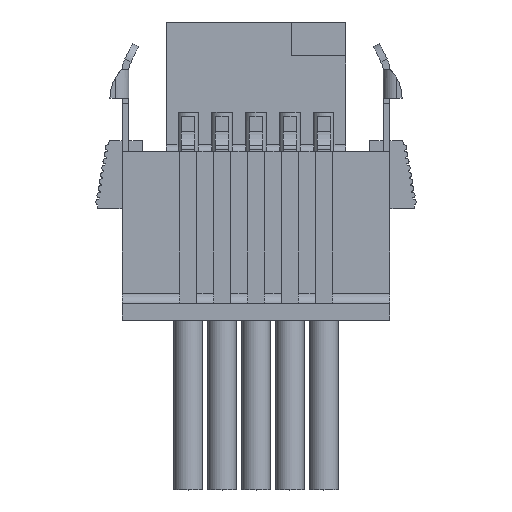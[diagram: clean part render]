
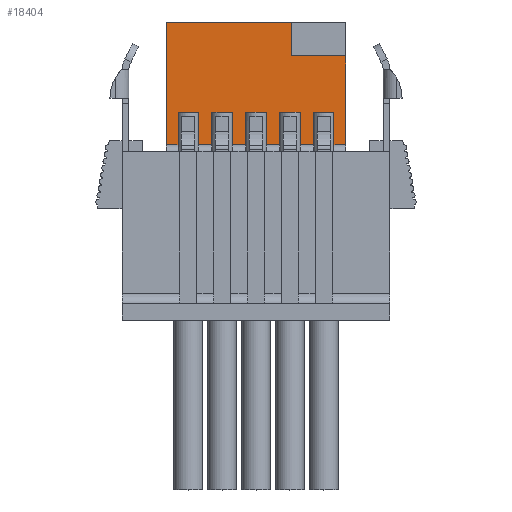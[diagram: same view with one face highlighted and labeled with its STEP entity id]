
A CAD part, top view. The second image highlights one B-rep face of the part: STEP entity #18404.
In plain terms, the highlighted planar face has unit normal (0, 0, 1).
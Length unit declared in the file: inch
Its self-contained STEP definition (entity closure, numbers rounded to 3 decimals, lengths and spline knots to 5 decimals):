
#94=PLANE('',#19346);
#776=LINE('',#25226,#2749);
#777=LINE('',#25231,#2750);
#779=LINE('',#25240,#2752);
#781=LINE('',#25249,#2754);
#783=LINE('',#25258,#2756);
#923=LINE('',#25579,#2896);
#924=LINE('',#25581,#2897);
#925=LINE('',#25583,#2898);
#926=LINE('',#25585,#2899);
#927=LINE('',#25587,#2900);
#928=LINE('',#25589,#2901);
#929=LINE('',#25591,#2902);
#930=LINE('',#25593,#2903);
#931=LINE('',#25595,#2904);
#932=LINE('',#25597,#2905);
#933=LINE('',#25598,#2906);
#934=LINE('',#25600,#2907);
#935=LINE('',#25602,#2908);
#936=LINE('',#25603,#2909);
#937=LINE('',#25605,#2910);
#938=LINE('',#25607,#2911);
#939=LINE('',#25608,#2912);
#940=LINE('',#25610,#2913);
#941=LINE('',#25612,#2914);
#942=LINE('',#25613,#2915);
#943=LINE('',#25615,#2916);
#2749=VECTOR('',#20626,39.37008);
#2750=VECTOR('',#20631,39.37008);
#2752=VECTOR('',#20639,39.37008);
#2754=VECTOR('',#20647,39.37008);
#2756=VECTOR('',#20655,39.37008);
#2896=VECTOR('',#20897,39.37008);
#2897=VECTOR('',#20898,39.37008);
#2898=VECTOR('',#20899,39.37008);
#2899=VECTOR('',#20900,39.37008);
#2900=VECTOR('',#20901,39.37008);
#2901=VECTOR('',#20902,39.37008);
#2902=VECTOR('',#20903,39.37008);
#2903=VECTOR('',#20904,39.37008);
#2904=VECTOR('',#20905,39.37008);
#2905=VECTOR('',#20906,39.37008);
#2906=VECTOR('',#20907,39.37008);
#2907=VECTOR('',#20908,39.37008);
#2908=VECTOR('',#20909,39.37008);
#2909=VECTOR('',#20910,39.37008);
#2910=VECTOR('',#20911,39.37008);
#2911=VECTOR('',#20912,39.37008);
#2912=VECTOR('',#20913,39.37008);
#2913=VECTOR('',#20914,39.37008);
#2914=VECTOR('',#20915,39.37008);
#2915=VECTOR('',#20916,39.37008);
#2916=VECTOR('',#20917,39.37008);
#4947=ORIENTED_EDGE('',*,*,#9727,.F.);
#4948=ORIENTED_EDGE('',*,*,#9548,.F.);
#4949=ORIENTED_EDGE('',*,*,#9728,.T.);
#4950=ORIENTED_EDGE('',*,*,#9729,.F.);
#4951=ORIENTED_EDGE('',*,*,#9730,.F.);
#4952=ORIENTED_EDGE('',*,*,#9731,.F.);
#4953=ORIENTED_EDGE('',*,*,#9732,.T.);
#4954=ORIENTED_EDGE('',*,*,#9733,.F.);
#4955=ORIENTED_EDGE('',*,*,#9734,.F.);
#4956=ORIENTED_EDGE('',*,*,#9735,.F.);
#4957=ORIENTED_EDGE('',*,*,#9736,.F.);
#4958=ORIENTED_EDGE('',*,*,#9562,.F.);
#4959=ORIENTED_EDGE('',*,*,#9737,.F.);
#4960=ORIENTED_EDGE('',*,*,#9738,.F.);
#4961=ORIENTED_EDGE('',*,*,#9739,.F.);
#4962=ORIENTED_EDGE('',*,*,#9558,.F.);
#4963=ORIENTED_EDGE('',*,*,#9740,.F.);
#4964=ORIENTED_EDGE('',*,*,#9741,.F.);
#4965=ORIENTED_EDGE('',*,*,#9742,.F.);
#4966=ORIENTED_EDGE('',*,*,#9554,.F.);
#4967=ORIENTED_EDGE('',*,*,#9743,.F.);
#4968=ORIENTED_EDGE('',*,*,#9744,.F.);
#4969=ORIENTED_EDGE('',*,*,#9745,.F.);
#4970=ORIENTED_EDGE('',*,*,#9550,.F.);
#4971=ORIENTED_EDGE('',*,*,#9746,.F.);
#4972=ORIENTED_EDGE('',*,*,#9747,.F.);
#9548=EDGE_CURVE('',#11955,#11953,#776,.T.);
#9550=EDGE_CURVE('',#11956,#11958,#777,.T.);
#9554=EDGE_CURVE('',#11960,#11962,#779,.T.);
#9558=EDGE_CURVE('',#11964,#11966,#781,.T.);
#9562=EDGE_CURVE('',#11968,#11970,#783,.T.);
#9727=EDGE_CURVE('',#11953,#12100,#923,.T.);
#9728=EDGE_CURVE('',#11955,#12101,#924,.T.);
#9729=EDGE_CURVE('',#12102,#12101,#925,.T.);
#9730=EDGE_CURVE('',#12103,#12102,#926,.T.);
#9731=EDGE_CURVE('',#12104,#12103,#927,.T.);
#9732=EDGE_CURVE('',#12104,#12105,#928,.T.);
#9733=EDGE_CURVE('',#12106,#12105,#929,.T.);
#9734=EDGE_CURVE('',#12107,#12106,#930,.T.);
#9735=EDGE_CURVE('',#12108,#12107,#931,.T.);
#9736=EDGE_CURVE('',#11970,#12108,#932,.T.);
#9737=EDGE_CURVE('',#12109,#11968,#933,.T.);
#9738=EDGE_CURVE('',#12110,#12109,#934,.T.);
#9739=EDGE_CURVE('',#11966,#12110,#935,.T.);
#9740=EDGE_CURVE('',#12111,#11964,#936,.T.);
#9741=EDGE_CURVE('',#12112,#12111,#937,.T.);
#9742=EDGE_CURVE('',#11962,#12112,#938,.T.);
#9743=EDGE_CURVE('',#12113,#11960,#939,.T.);
#9744=EDGE_CURVE('',#12114,#12113,#940,.T.);
#9745=EDGE_CURVE('',#11958,#12114,#941,.T.);
#9746=EDGE_CURVE('',#12115,#11956,#942,.T.);
#9747=EDGE_CURVE('',#12100,#12115,#943,.T.);
#11953=VERTEX_POINT('',#25221);
#11955=VERTEX_POINT('',#25225);
#11956=VERTEX_POINT('',#25229);
#11958=VERTEX_POINT('',#25232);
#11960=VERTEX_POINT('',#25238);
#11962=VERTEX_POINT('',#25241);
#11964=VERTEX_POINT('',#25247);
#11966=VERTEX_POINT('',#25250);
#11968=VERTEX_POINT('',#25256);
#11970=VERTEX_POINT('',#25259);
#12100=VERTEX_POINT('',#25580);
#12101=VERTEX_POINT('',#25582);
#12102=VERTEX_POINT('',#25584);
#12103=VERTEX_POINT('',#25586);
#12104=VERTEX_POINT('',#25588);
#12105=VERTEX_POINT('',#25590);
#12106=VERTEX_POINT('',#25592);
#12107=VERTEX_POINT('',#25594);
#12108=VERTEX_POINT('',#25596);
#12109=VERTEX_POINT('',#25599);
#12110=VERTEX_POINT('',#25601);
#12111=VERTEX_POINT('',#25604);
#12112=VERTEX_POINT('',#25606);
#12113=VERTEX_POINT('',#25609);
#12114=VERTEX_POINT('',#25611);
#12115=VERTEX_POINT('',#25614);
#13913=EDGE_LOOP('',(#4947,#4948,#4949,#4950,#4951,#4952,#4953,#4954,#4955,
#4956,#4957,#4958,#4959,#4960,#4961,#4962,#4963,#4964,#4965,#4966,#4967,
#4968,#4969,#4970,#4971,#4972));
#14852=FACE_BOUND('',#13913,.T.);
#18404=ADVANCED_FACE('',(#14852),#94,.T.);
#19346=AXIS2_PLACEMENT_3D('',#25578,#20895,#20896);
#20626=DIRECTION('',(-1.,0.,0.));
#20631=DIRECTION('',(-1.,0.,0.));
#20639=DIRECTION('',(-1.,0.,0.));
#20647=DIRECTION('',(-1.,0.,0.));
#20655=DIRECTION('',(-1.,0.,0.));
#20895=DIRECTION('',(0.,0.,1.));
#20896=DIRECTION('',(1.,0.,0.));
#20897=DIRECTION('',(0.,1.,0.));
#20898=DIRECTION('',(0.,1.,0.));
#20899=DIRECTION('',(1.,0.,0.));
#20900=DIRECTION('',(0.,-1.,0.));
#20901=DIRECTION('',(1.,0.,0.));
#20902=DIRECTION('',(0.,-1.,0.));
#20903=DIRECTION('',(-1.,0.,0.));
#20904=DIRECTION('',(0.,-1.,0.));
#20905=DIRECTION('',(-1.,0.,0.));
#20906=DIRECTION('',(0.,1.,0.));
#20907=DIRECTION('',(0.,-1.,0.));
#20908=DIRECTION('',(-1.,0.,0.));
#20909=DIRECTION('',(0.,1.,0.));
#20910=DIRECTION('',(0.,-1.,0.));
#20911=DIRECTION('',(-1.,0.,0.));
#20912=DIRECTION('',(0.,1.,0.));
#20913=DIRECTION('',(0.,-1.,0.));
#20914=DIRECTION('',(-1.,0.,0.));
#20915=DIRECTION('',(0.,1.,0.));
#20916=DIRECTION('',(0.,-1.,0.));
#20917=DIRECTION('',(-1.,0.,0.));
#25221=CARTESIAN_POINT('',(0.115,0.259,0.06));
#25225=CARTESIAN_POINT('',(0.1325,0.259,0.06));
#25226=CARTESIAN_POINT('',(0.1825,0.259,0.06));
#25229=CARTESIAN_POINT('',(0.085,0.259,0.06));
#25231=CARTESIAN_POINT('',(0.1825,0.259,0.06));
#25232=CARTESIAN_POINT('',(0.065,0.259,0.06));
#25238=CARTESIAN_POINT('',(0.035,0.259,0.06));
#25240=CARTESIAN_POINT('',(0.1825,0.259,0.06));
#25241=CARTESIAN_POINT('',(0.015,0.259,0.06));
#25247=CARTESIAN_POINT('',(-0.015,0.259,0.06));
#25249=CARTESIAN_POINT('',(0.1825,0.259,0.06));
#25250=CARTESIAN_POINT('',(-0.035,0.259,0.06));
#25256=CARTESIAN_POINT('',(-0.065,0.259,0.06));
#25258=CARTESIAN_POINT('',(0.1825,0.259,0.06));
#25259=CARTESIAN_POINT('',(-0.085,0.259,0.06));
#25578=CARTESIAN_POINT('',(0.1825,0.259,0.06));
#25579=CARTESIAN_POINT('',(0.115,0.259,0.06));
#25580=CARTESIAN_POINT('',(0.115,0.307,0.06));
#25581=CARTESIAN_POINT('',(0.1325,0.44,0.06));
#25582=CARTESIAN_POINT('',(0.1325,0.39,0.06));
#25583=CARTESIAN_POINT('',(0.0525,0.39,0.06));
#25584=CARTESIAN_POINT('',(0.0525,0.39,0.06));
#25585=CARTESIAN_POINT('',(0.0525,0.44,0.06));
#25586=CARTESIAN_POINT('',(0.0525,0.44,0.06));
#25587=CARTESIAN_POINT('',(0.,0.44,0.06));
#25588=CARTESIAN_POINT('',(-0.1325,0.44,0.06));
#25589=CARTESIAN_POINT('',(-0.1325,0.44,0.06));
#25590=CARTESIAN_POINT('',(-0.1325,0.259,0.06));
#25591=CARTESIAN_POINT('',(0.1825,0.259,0.06));
#25592=CARTESIAN_POINT('',(-0.115,0.259,0.06));
#25593=CARTESIAN_POINT('',(-0.115,0.259,0.06));
#25594=CARTESIAN_POINT('',(-0.115,0.307,0.06));
#25595=CARTESIAN_POINT('',(0.1825,0.307,0.06));
#25596=CARTESIAN_POINT('',(-0.085,0.307,0.06));
#25597=CARTESIAN_POINT('',(-0.085,0.259,0.06));
#25598=CARTESIAN_POINT('',(-0.065,0.259,0.06));
#25599=CARTESIAN_POINT('',(-0.065,0.307,0.06));
#25600=CARTESIAN_POINT('',(0.1825,0.307,0.06));
#25601=CARTESIAN_POINT('',(-0.035,0.307,0.06));
#25602=CARTESIAN_POINT('',(-0.035,0.259,0.06));
#25603=CARTESIAN_POINT('',(-0.015,0.259,0.06));
#25604=CARTESIAN_POINT('',(-0.015,0.307,0.06));
#25605=CARTESIAN_POINT('',(0.1825,0.307,0.06));
#25606=CARTESIAN_POINT('',(0.015,0.307,0.06));
#25607=CARTESIAN_POINT('',(0.015,0.259,0.06));
#25608=CARTESIAN_POINT('',(0.035,0.259,0.06));
#25609=CARTESIAN_POINT('',(0.035,0.307,0.06));
#25610=CARTESIAN_POINT('',(0.1825,0.307,0.06));
#25611=CARTESIAN_POINT('',(0.065,0.307,0.06));
#25612=CARTESIAN_POINT('',(0.065,0.259,0.06));
#25613=CARTESIAN_POINT('',(0.085,0.259,0.06));
#25614=CARTESIAN_POINT('',(0.085,0.307,0.06));
#25615=CARTESIAN_POINT('',(0.1825,0.307,0.06));
